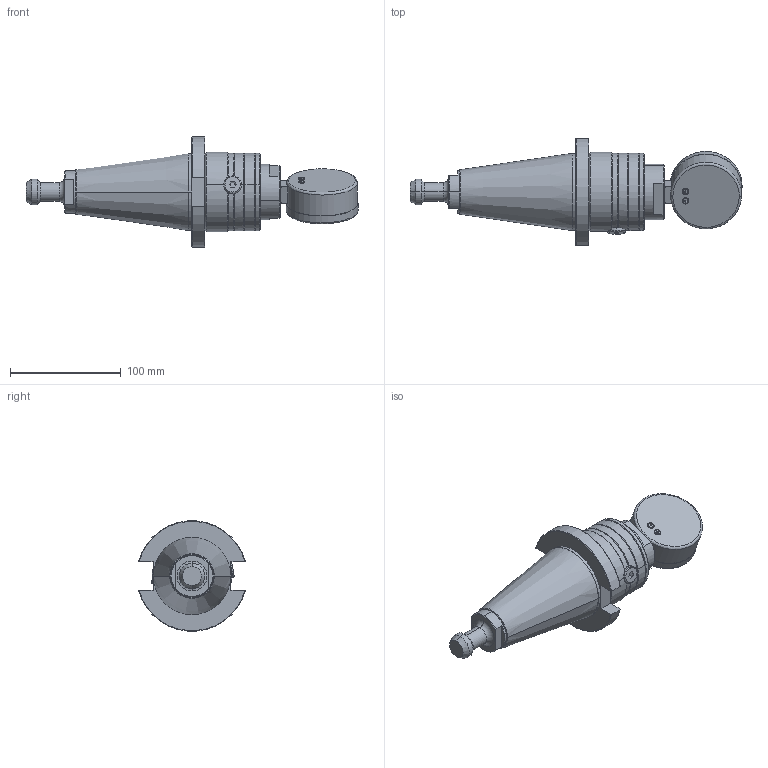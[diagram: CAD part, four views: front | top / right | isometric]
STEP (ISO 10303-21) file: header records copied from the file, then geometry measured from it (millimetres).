
FILE_DESCRIPTION (( 'STEP AP214' ), '1' );
FILE_NAME ('BT50.STEP', '2023-12-31T01:14:16', ( '' ), ( '' ), 'SwSTEP 2.0', 'SolidWorks 2022', '' );
FILE_SCHEMA (( 'AUTOMOTIVE_DESIGN' ));
Length unit declared in the file: millimetre
Products named in the file (7): 噤砃揤薯桶_俋佪1_4; 蛁蚐謂蹟佪; 翋极; 俋杶; BT50; 嶺隊; 袪杶
Assembly tree (6 placements, depth 2):
  BT50
    袪杶
    翋极
    俋杶
    蛁蚐謂蹟佪
    噤砃揤薯桶_俋佪1_4
    嶺隊
Bounding box: 300.14 x 96.64 x 99.62 mm (x, y, z)
Volume: 557717.2 mm3; surface area: 105273.4 mm2
Topology: 7 solids, 7 shells, 750 faces, 1967 edges, 1285 vertices
Faces by surface type: plane 397, cylinder 148, bspline 145, cone 36, torus 24
Entity records: 33088 total; most frequent: CARTESIAN_POINT 15443, ORIENTED_EDGE 3934, DIRECTION 2876, EDGE_CURVE 1967, VERTEX_POINT 1285, LINE 1070, VECTOR 1070, AXIS2_PLACEMENT_3D 903
